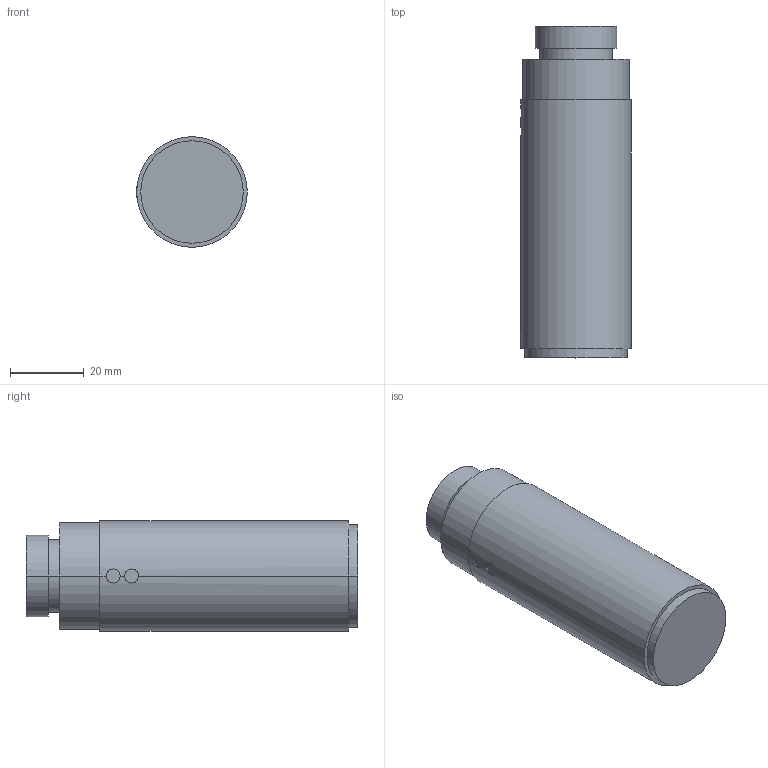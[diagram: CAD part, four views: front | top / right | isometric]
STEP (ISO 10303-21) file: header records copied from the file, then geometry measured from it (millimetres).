
FILE_DESCRIPTION((''),'2;1');
FILE_NAME('DM_CAD-3176_ASM','2017-08-02T',('creinig-se'),(''),'PRO/ENGINEER BY PARAMETRIC TECHNOLOGY CORPORATION, 2015440','PRO/ENGINEER BY PARAMETRIC TECHNOLOGY CORPORATION, 2015440','');
FILE_SCHEMA(('CONFIG_CONTROL_DESIGN'));
Length unit declared in the file: millimetre
Products named in the file (3): DM_CAD-3176; DM_CAD-2676_044106L; DM_CAD-3176_ASM
Assembly tree (2 placements, depth 2):
  DM_CAD-3176_ASM
    DM_CAD-3176
    DM_CAD-2676_044106L
Bounding box: 30 x 90 x 30 mm (x, y, z)
Volume: 58364.5 mm3; surface area: 11837.8 mm2
Topology: 2 solids, 2 shells, 67 faces, 225 edges, 182 vertices
Faces by surface type: cylinder 35, plane 21, cone 6, torus 5
Entity records: 3488 total; most frequent: CARTESIAN_POINT 577, DIRECTION 463, ORIENTED_EDGE 338, PRESENTATION_STYLE_ASSIGNMENT 244, STYLED_ITEM 242, CURVE_STYLE 233, AXIS2_PLACEMENT_3D 186, EDGE_CURVE 169
